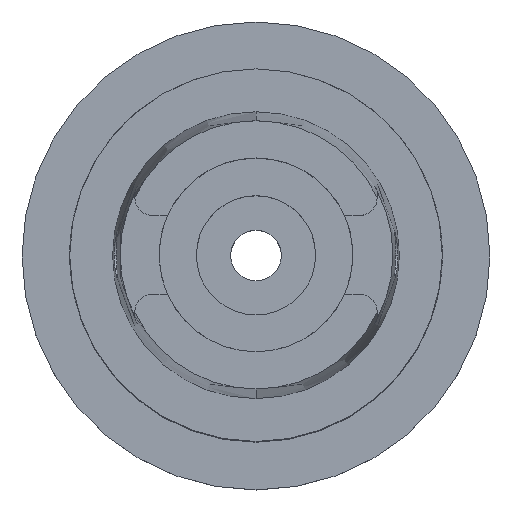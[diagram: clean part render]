
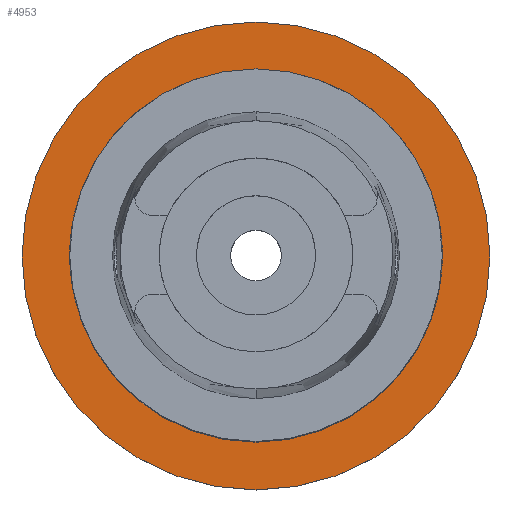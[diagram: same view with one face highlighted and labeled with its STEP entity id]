
A CAD part, top view. The second image highlights one B-rep face of the part: STEP entity #4953.
In plain terms, the highlighted planar face has unit normal (0, 0, 1).
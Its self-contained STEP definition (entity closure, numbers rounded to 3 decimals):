
#1547=CARTESIAN_POINT('',(0.,0.,-61.5));
#1548=DIRECTION('',(0.,0.,-1.));
#1549=DIRECTION('',(0.,-1.,0.));
#1550=AXIS2_PLACEMENT_3D('',#1547,#1548,#1549);
#1555=CARTESIAN_POINT('',(0.,0.,-61.5));
#1556=DIRECTION('',(0.,0.,-1.));
#1557=DIRECTION('',(0.,1.,0.));
#1558=AXIS2_PLACEMENT_3D('',#1555,#1556,#1557);
#1563=CARTESIAN_POINT('',(0.,0.,-61.5));
#1564=DIRECTION('',(0.,0.,1.));
#1565=DIRECTION('',(0.,-1.,0.));
#1566=AXIS2_PLACEMENT_3D('',#1563,#1564,#1565);
#1571=CARTESIAN_POINT('',(0.,0.,-61.5));
#1572=DIRECTION('',(0.,0.,1.));
#1573=DIRECTION('',(0.,1.,0.));
#1574=AXIS2_PLACEMENT_3D('',#1571,#1572,#1573);
#3522=CARTESIAN_POINT('',(0.,24.,-61.5));
#3523=VERTEX_POINT('',#3522);
#3524=CARTESIAN_POINT('',(0.,-24.,-61.5));
#3525=VERTEX_POINT('',#3524);
#3526=CARTESIAN_POINT('',(0.,-31.4,-61.5));
#3527=CARTESIAN_POINT('',(0.,31.4,-61.5));
#3528=VERTEX_POINT('',#3526);
#3529=VERTEX_POINT('',#3527);
#4938=CARTESIAN_POINT('',(0.,0.,-61.5));
#4939=DIRECTION('',(0.,0.,-1.));
#4940=DIRECTION('',(0.,-1.,0.));
#4941=AXIS2_PLACEMENT_3D('',#4938,#4939,#4940);
#4942=PLANE('',#4941);
#4944=ORIENTED_EDGE('',*,*,#4943,.T.);
#4946=ORIENTED_EDGE('',*,*,#4945,.T.);
#4947=EDGE_LOOP('',(#4944,#4946));
#4948=FACE_OUTER_BOUND('',#4947,.F.);
#4949=ORIENTED_EDGE('',*,*,#4931,.T.);
#4950=ORIENTED_EDGE('',*,*,#4920,.T.);
#4951=EDGE_LOOP('',(#4949,#4950));
#4952=FACE_BOUND('',#4951,.F.);
#1551=CIRCLE('',#1550,31.4);
#1559=CIRCLE('',#1558,31.4);
#1567=CIRCLE('',#1566,24.);
#1575=CIRCLE('',#1574,24.);
#4920=EDGE_CURVE('',#3523,#3525,#1575,.T.);
#4931=EDGE_CURVE('',#3525,#3523,#1567,.T.);
#4943=EDGE_CURVE('',#3528,#3529,#1551,.T.);
#4945=EDGE_CURVE('',#3529,#3528,#1559,.T.);
#4953=ADVANCED_FACE('',(#4948,#4952),#4942,.F.);
